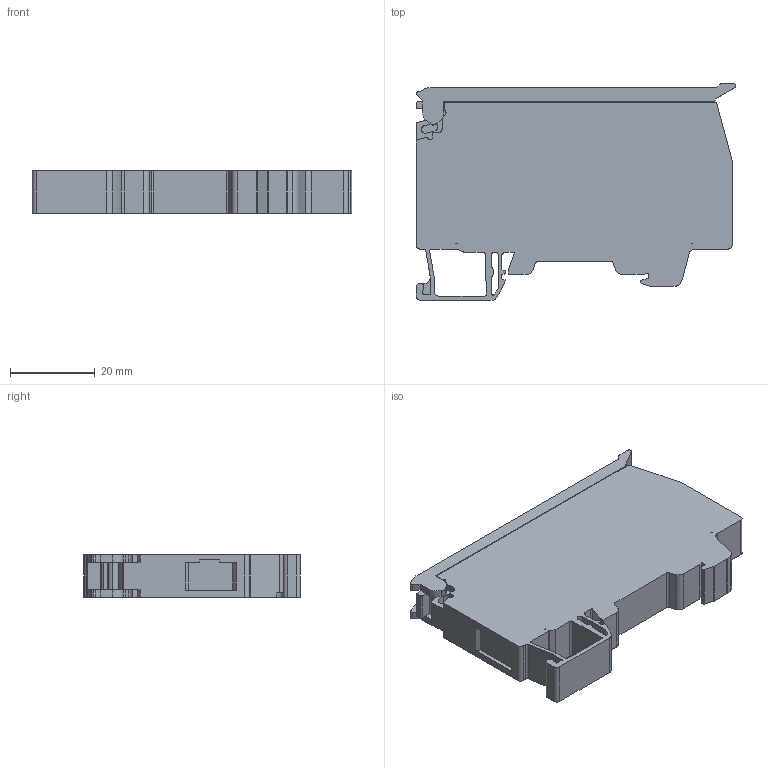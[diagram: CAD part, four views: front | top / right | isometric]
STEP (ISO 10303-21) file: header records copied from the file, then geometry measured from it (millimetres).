
FILE_DESCRIPTION (( 'STEP AP214' ), '1' );
FILE_NAME ('360120_ASK 4 B_Beige.STP', '2013-11-12T14:00:29', ( 'arge' ), ( 'Microsoft' ), 'SwSTEP 2.0', 'SolidWorks 2013', '' );
FILE_SCHEMA (( 'AUTOMOTIVE_DESIGN' ));
Length unit declared in the file: millimetre
Products named in the file (1): 360120_ASK 4 B_Beige
Bounding box: 75.22 x 51.09 x 10 mm (x, y, z)
Volume: 24652.7 mm3; surface area: 16582.3 mm2
Topology: 1 solids, 14 shells, 596 faces, 1603 edges, 1052 vertices
Faces by surface type: plane 339, cylinder 215, cone 30, torus 10, bspline 2
Entity records: 18805 total; most frequent: CARTESIAN_POINT 3511, DIRECTION 3207, ORIENTED_EDGE 3186, EDGE_CURVE 1593, LINE 1075, VECTOR 1075, AXIS2_PLACEMENT_3D 1066, VERTEX_POINT 1052
